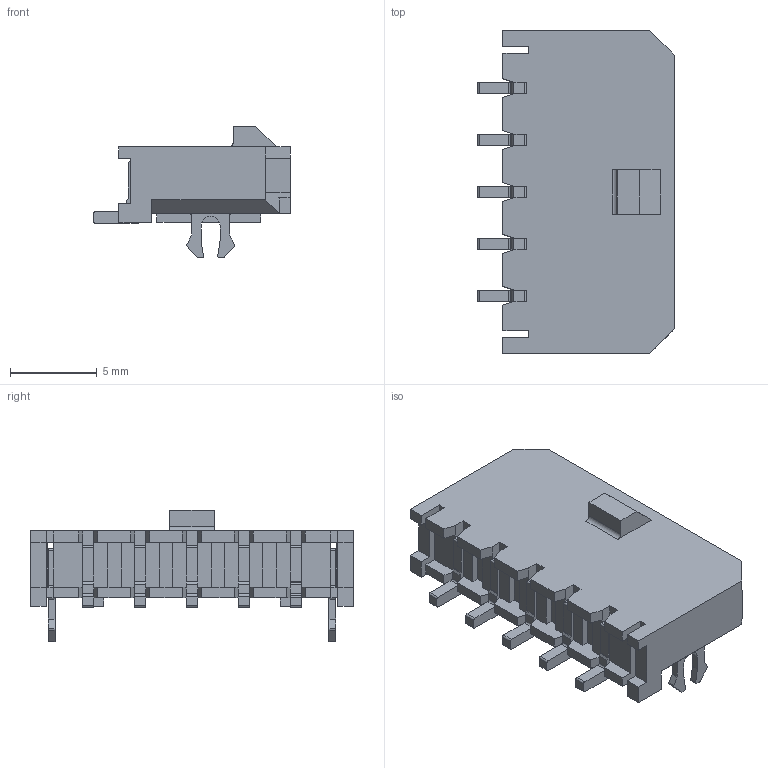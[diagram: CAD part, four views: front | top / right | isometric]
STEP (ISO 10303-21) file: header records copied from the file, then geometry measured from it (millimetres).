
FILE_DESCRIPTION(/* description */ ('Unknown'),/* implementation_level */ '2;1');
FILE_NAME(/* name */ 'J_Wurth_WR-MPC3_662105130822',/* time_stamp */ '2025-06-12T15:19:30+08:00',/* author */ ('Unknown'),/* organization */ ('Unknown'),/* preprocessor_version */ 'ST-DEVELOPER v19.4',/* originating_system */ 'Solid Edge',/* authorisation */ 'Unknown');
FILE_SCHEMA (('AUTOMOTIVE_DESIGN {1 0 10303 214 3 1 1}'));
Length unit declared in the file: millimetre
Products named in the file (2): J_Wurth_WR-MPC3_662105130822
Assembly tree (1 placements, depth 2):
  J_Wurth_WR-MPC3_662105130822
    J_Wurth_WR-MPC3_662105130822
Bounding box: 11.35 x 18.65 x 7.62 mm (x, y, z)
Volume: 442.1 mm3; surface area: 1236.5 mm2
Topology: 1 solids, 1 shells, 467 faces, 1291 edges, 833 vertices
Faces by surface type: plane 377, cylinder 90
Full cylindrical faces by diameter (mm): 1.3 x2
Entity records: 17951 total; most frequent: CARTESIAN_POINT 2589, ORIENTED_EDGE 2576, DIRECTION 2406, EDGE_CURVE 1288, LINE 1108, VECTOR 1108, VERTEX_POINT 832, AXIS2_PLACEMENT_3D 649
